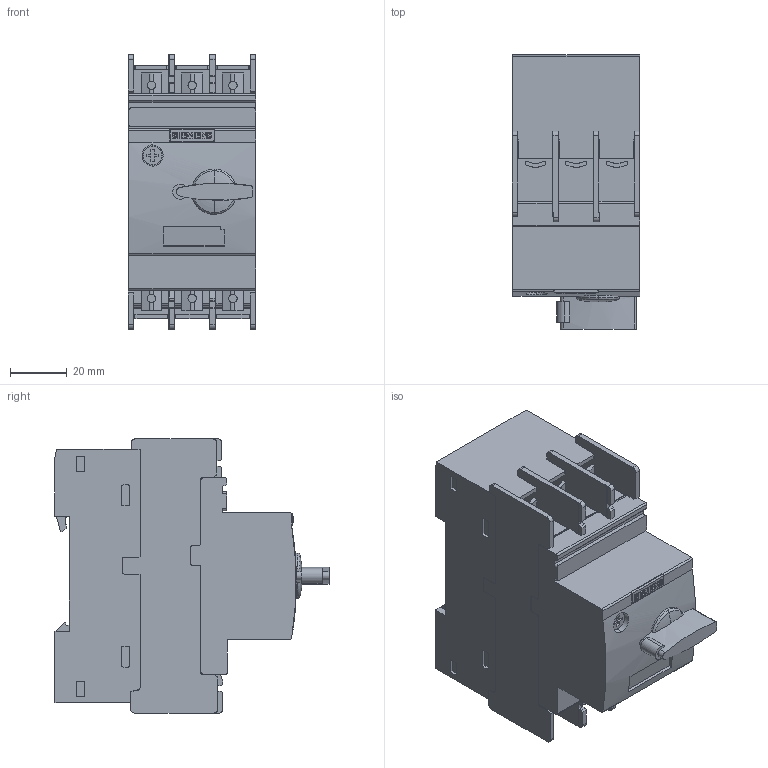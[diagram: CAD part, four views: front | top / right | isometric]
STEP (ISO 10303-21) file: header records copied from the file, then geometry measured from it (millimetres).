
FILE_DESCRIPTION(('no description'),'unknown implementation level');
FILE_NAME('3RV2011-0AA40_3D_v.stp',' ',('SIEMENS A&D'),('CADClick - KiM GmbH - www.kimweb.de'),'unknown preprocess','ACIS','unknown authorization');
FILE_SCHEMA(('automotive_design'));
Length unit declared in the file: millimetre
Products named in the file (1): 1
Bounding box: 44.95 x 96.9 x 97 mm (x, y, z)
Volume: 263928.4 mm3; surface area: 38881.2 mm2
Topology: 1 solids, 1 shells, 594 faces, 1760 edges, 1166 vertices
Faces by surface type: plane 406, cylinder 178, torus 10
Entity records: 39709 total; most frequent: CARTESIAN_POINT 4021, ORIENTED_EDGE 3522, STYLED_ITEM 3521, PRESENTATION_STYLE_ASSIGNMENT 3521, COLOUR_RGB 3521, DIRECTION 3315, EDGE_CURVE 1760, CURVE_STYLE 1760
